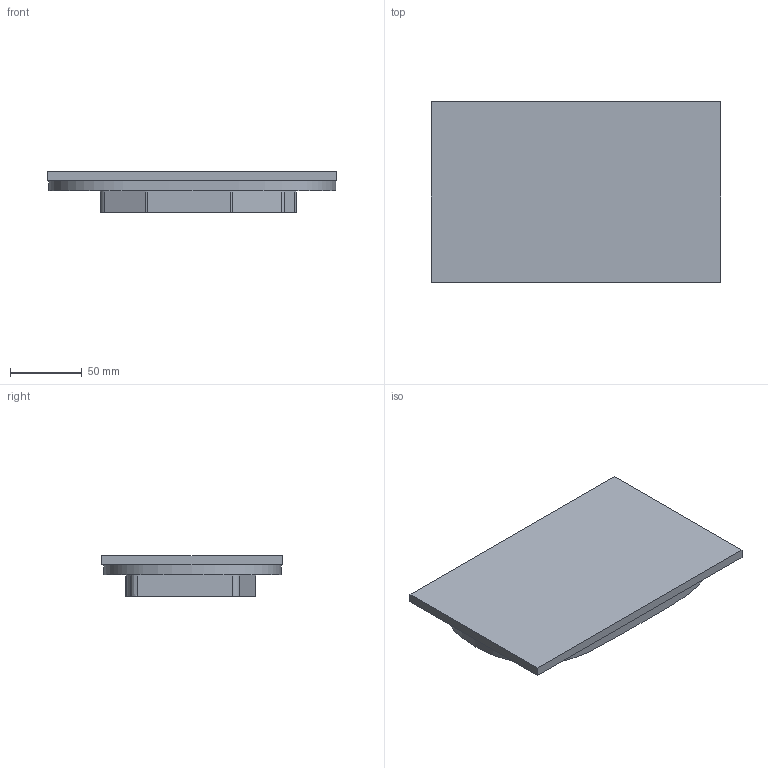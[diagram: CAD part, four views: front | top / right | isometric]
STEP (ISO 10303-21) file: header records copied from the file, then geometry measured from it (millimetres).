
FILE_DESCRIPTION(/* description */ (''),/* implementation_level */ '2;1');
FILE_NAME(/* name */ 'Stylish Belt Synth V4 Wood CNC Back Fixturing Jig.step',/* time_stamp */ '2019-07-15T18:43:45-07:00',/* author */ (''),/* organization */ (''),/* preprocessor_version */ 'ST-DEVELOPER v18',/* originating_system */ 'Autodesk Translation Framework v8.2.0.1029',/* authorisation */ '');
FILE_SCHEMA (('AUTOMOTIVE_DESIGN { 1 0 10303 214 3 1 1 }'));
Length unit declared in the file: inch
Products named in the file (1): Stylish Belt Synth V4 CNC Wood Enclosure
Bounding box: 201.19 x 125.44 x 28.19 mm (x, y, z)
Volume: 386066.9 mm3; surface area: 75856.2 mm2
Topology: 1 solids, 1 shells, 58 faces, 156 edges, 104 vertices
Faces by surface type: plane 23, cylinder 20, bspline 15
Full cylindrical faces by diameter (mm): 47.313 x1
Entity records: 5041 total; most frequent: CARTESIAN_POINT 3612, ORIENTED_EDGE 312, DIRECTION 248, EDGE_CURVE 156, VERTEX_POINT 104, AXIS2_PLACEMENT_3D 84, LINE 80, VECTOR 80
